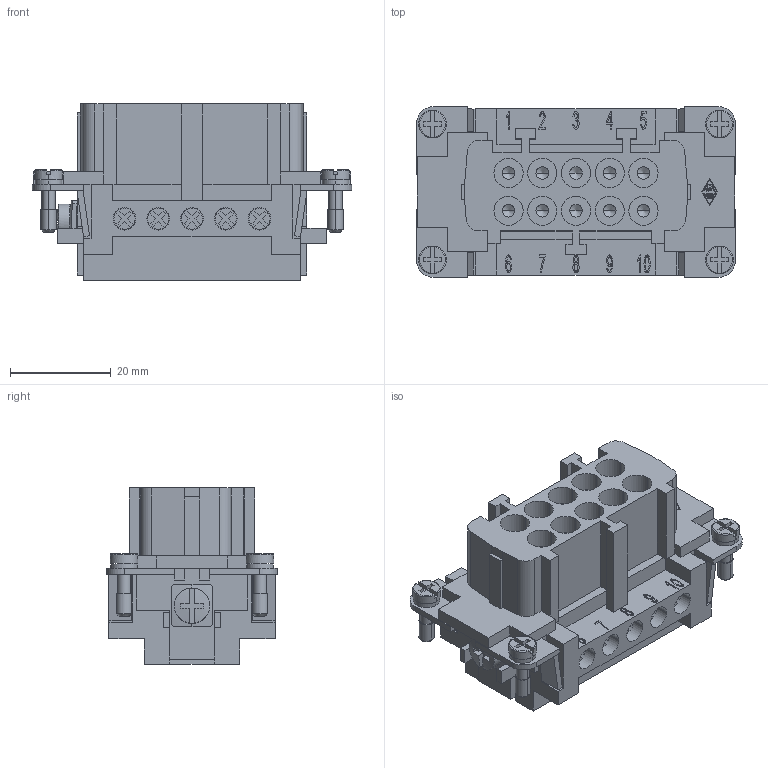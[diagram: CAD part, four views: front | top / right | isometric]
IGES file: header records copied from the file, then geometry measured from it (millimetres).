
Global section: file name: No Iges File Name specified; native system: AutoDesk Inventor R6.1; preprocessor: AutoDesk Inventor Iges Exporter R6.1; author: No Author specified; organization: No Organization specified; date: 20061025.123034; units: millimetre
Bounding box: 63.4 x 34 x 35 mm (x, y, z)
Volume: 30630 mm3; surface area: 21268.7 mm2
Topology: 2 solids, 2 shells, 1169 faces, 3111 edges, 2043 vertices
Faces by surface type: bspline 538, plane 510, revolution 56, cylinder 49, torus 8, sphere 4, cone 4
